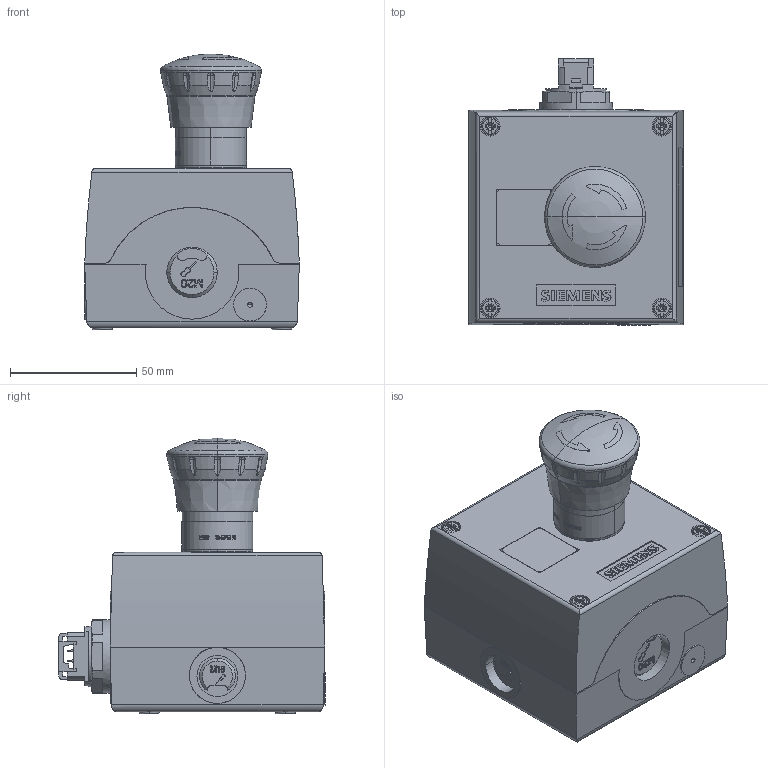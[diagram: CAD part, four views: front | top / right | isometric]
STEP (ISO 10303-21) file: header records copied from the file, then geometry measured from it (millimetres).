
FILE_DESCRIPTION(('STEP AP214'),'1');
FILE_NAME('cctmp_791A5157-045B-44B6-80C1-34736025957D_2023_07_21_14_36_56_0691..stp','2023-07-21T12:36:58',('SIEMENS A&D'),('CADClick - www.CADClick.com'),'Spatial InterOp 3D postprocessed',' ','unknown authorization');
FILE_SCHEMA(('AUTOMOTIVE_DESIGN'));
Length unit declared in the file: millimetre
Products named in the file (3): cc_unnamed; 2023_07_21_14_36_56_0624; 2023_07_21_14_36_56_0620
Assembly tree (2 placements, depth 2):
  cc_unnamed
    2023_07_21_14_36_56_0624
    2023_07_21_14_36_56_0620
Bounding box: 85.06 x 105.5 x 109.3 mm (x, y, z)
Volume: 453251.4 mm3; surface area: 64063.8 mm2
Topology: 2 solids, 4 shells, 1785 faces, 4988 edges, 3302 vertices
Faces by surface type: plane 1268, cylinder 329, extrusion 66, cone 54, torus 36, sphere 32
Entity records: 70207 total; most frequent: CARTESIAN_POINT 15301, ORIENTED_EDGE 9968, DIRECTION 8968, EDGE_CURVE 4984, VECTOR 3550, LINE 3484, VERTEX_POINT 3302, AXIS2_PLACEMENT_3D 2709
